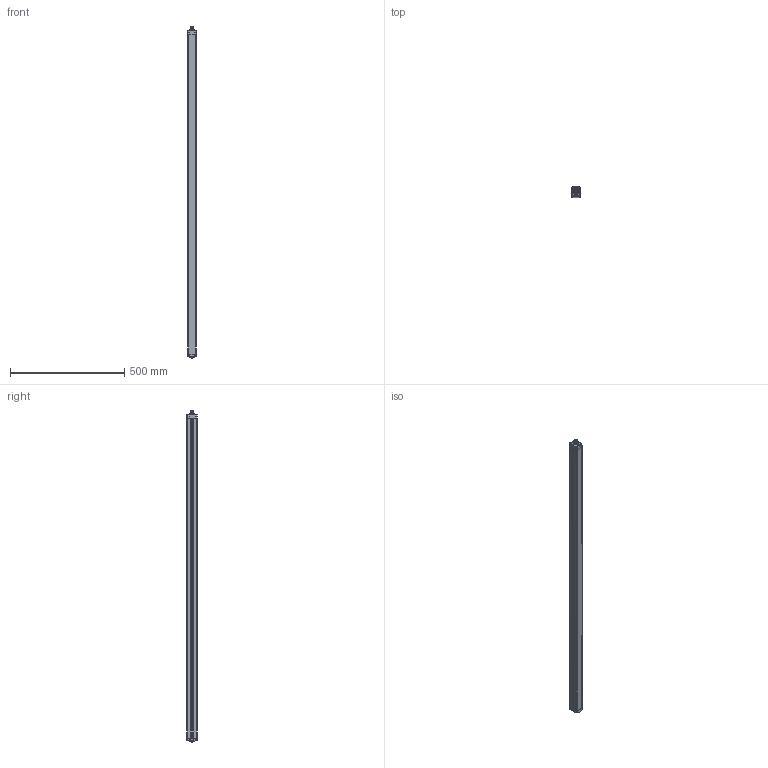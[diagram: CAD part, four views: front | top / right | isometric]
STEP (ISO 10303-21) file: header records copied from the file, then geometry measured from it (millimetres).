
FILE_DESCRIPTION((''),'2;1');
FILE_NAME('145437_SW','2011-02-28T',('banengservice'),('BANNER ENGINEERING'),'PRO/ENGINEER BY PARAMETRIC TECHNOLOGY CORPORATION, 2009141','PRO/ENGINEER BY PARAMETRIC TECHNOLOGY CORPORATION, 2009141','');
FILE_SCHEMA(('CONFIG_CONTROL_DESIGN'));
Length unit declared in the file: inch
Products named in the file (1): 145437_SW
Bounding box: 36 x 45.76 x 1454.12 mm (x, y, z)
Volume: 897990.9 mm3; surface area: 534853.4 mm2
Topology: 1 solids, 2 shells, 1096 faces, 2864 edges, 1802 vertices
Faces by surface type: cylinder 539, plane 432, sphere 42, torus 32, cone 26, bspline 25
Entity records: 41514 total; most frequent: CARTESIAN_POINT 14182, DIRECTION 5822, ORIENTED_EDGE 5660, EDGE_CURVE 2830, AXIS2_PLACEMENT_3D 2104, VERTEX_POINT 1802, VECTOR 1614, LINE 1614
